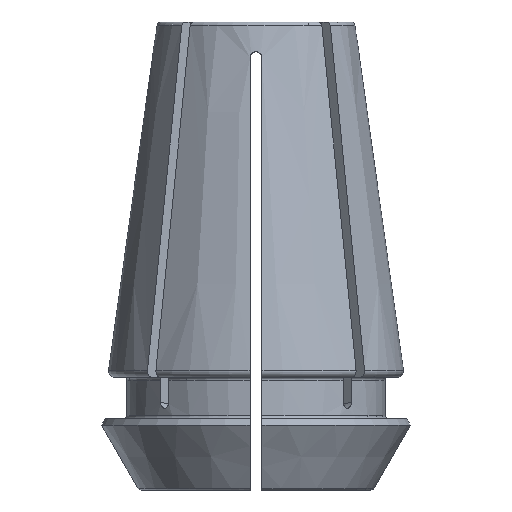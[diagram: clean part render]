
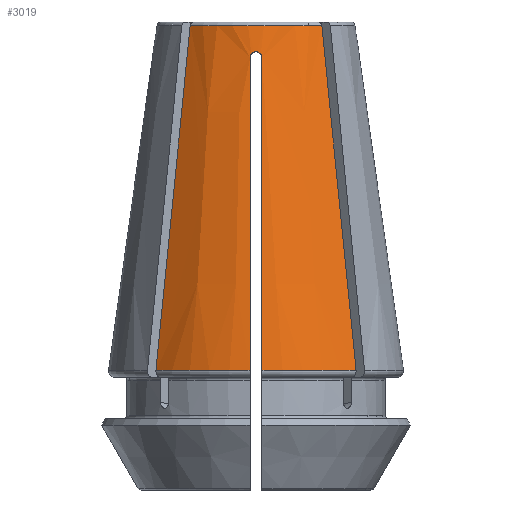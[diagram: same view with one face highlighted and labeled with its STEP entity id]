
A CAD part, left-side view. The second image highlights one B-rep face of the part: STEP entity #3019.
In plain terms, the highlighted conical face has half-angle 8 degrees and reference radius 6.641 mm.
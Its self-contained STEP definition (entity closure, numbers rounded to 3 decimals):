
#64=CONICAL_SURFACE('',#3315,6.641,0.14);
#136=B_SPLINE_CURVE_WITH_KNOTS('',3,(#4453,#4454,#4455,#4456,#4457,#4458,
#4459),.UNSPECIFIED.,.F.,.F.,(4,3,4),(0.,0.012,
0.023),.UNSPECIFIED.);
#166=B_SPLINE_CURVE_WITH_KNOTS('',3,(#4775,#4776,#4777,#4778,#4779,#4780,
#4781),.UNSPECIFIED.,.F.,.F.,(4,3,4),(0.,0.012,
0.023),.UNSPECIFIED.);
#178=B_SPLINE_CURVE_WITH_KNOTS('',3,(#4876,#4877,#4878,#4879,#4880,#4881,
#4882,#4883,#4884,#4885),.UNSPECIFIED.,.F.,.F.,(4,3,3,4),(0.01,
0.013,0.026,0.032),.UNSPECIFIED.);
#192=B_SPLINE_CURVE_WITH_KNOTS('',3,(#5022,#5023,#5024,#5025,#5026,#5027,
#5028),.UNSPECIFIED.,.F.,.F.,(4,1,1,1,4),(0.,0.,
0.001,0.001,0.001),
 .UNSPECIFIED.);
#199=B_SPLINE_CURVE_WITH_KNOTS('',3,(#5086,#5087,#5088,#5089,#5090,#5091,
#5092,#5093,#5094,#5095),.UNSPECIFIED.,.F.,.F.,(4,3,3,4),(0.01,
0.013,0.026,0.032),.UNSPECIFIED.);
#1168=ORIENTED_EDGE('',*,*,#1960,.F.);
#1169=ORIENTED_EDGE('',*,*,#1618,.T.);
#1170=ORIENTED_EDGE('',*,*,#1961,.T.);
#1171=ORIENTED_EDGE('',*,*,#1745,.F.);
#1172=ORIENTED_EDGE('',*,*,#1788,.T.);
#1173=ORIENTED_EDGE('',*,*,#1808,.T.);
#1174=ORIENTED_EDGE('',*,*,#1962,.T.);
#1175=ORIENTED_EDGE('',*,*,#1718,.F.);
#1618=EDGE_CURVE('',#2096,#2095,#136,.T.);
#1718=EDGE_CURVE('',#2193,#2194,#166,.T.);
#1745=EDGE_CURVE('',#2217,#2218,#178,.T.);
#1788=EDGE_CURVE('',#2217,#2259,#192,.T.);
#1808=EDGE_CURVE('',#2259,#2277,#199,.T.);
#1960=EDGE_CURVE('',#2096,#2193,#2498,.T.);
#1961=EDGE_CURVE('',#2095,#2218,#2499,.T.);
#1962=EDGE_CURVE('',#2277,#2194,#2500,.T.);
#2095=VERTEX_POINT('',#4452);
#2096=VERTEX_POINT('',#4460);
#2193=VERTEX_POINT('',#4774);
#2194=VERTEX_POINT('',#4782);
#2217=VERTEX_POINT('',#4875);
#2218=VERTEX_POINT('',#4886);
#2259=VERTEX_POINT('',#5021);
#2277=VERTEX_POINT('',#5085);
#2498=CIRCLE('',#3314,6.677);
#2499=CIRCLE('',#3316,9.936);
#2500=CIRCLE('',#3317,9.936);
#2639=EDGE_LOOP('',(#1168,#1169,#1170,#1171,#1172,#1173,#1174,#1175));
#2799=FACE_BOUND('',#2639,.T.);
#3019=ADVANCED_FACE('',(#2799),#64,.T.);
#3314=AXIS2_PLACEMENT_3D('',#5457,#4024,#4025);
#3315=AXIS2_PLACEMENT_3D('',#5458,#4026,#4027);
#3316=AXIS2_PLACEMENT_3D('',#5459,#4028,#4029);
#3317=AXIS2_PLACEMENT_3D('',#5460,#4030,#4031);
#4024=DIRECTION('',(0.,0.,1.));
#4025=DIRECTION('',(1.,0.,0.));
#4026=DIRECTION('',(0.,0.,-1.));
#4027=DIRECTION('',(-1.,0.,0.));
#4028=DIRECTION('',(0.,0.,1.));
#4029=DIRECTION('',(1.,0.,0.));
#4030=DIRECTION('',(0.,0.,1.));
#4031=DIRECTION('',(1.,0.,0.));
#4452=CARTESIAN_POINT('',(-7.303,6.737,3.256));
#4453=CARTESIAN_POINT('',(-4.996,4.43,26.442));
#4454=CARTESIAN_POINT('',(-5.381,4.816,22.572));
#4455=CARTESIAN_POINT('',(-5.766,5.201,18.703));
#4456=CARTESIAN_POINT('',(-6.151,5.586,14.833));
#4457=CARTESIAN_POINT('',(-6.535,5.97,10.974));
#4458=CARTESIAN_POINT('',(-6.919,6.353,7.115));
#4459=CARTESIAN_POINT('',(-7.303,6.737,3.256));
#4460=CARTESIAN_POINT('',(-4.996,4.43,26.442));
#4774=CARTESIAN_POINT('',(-4.996,-4.43,26.442));
#4775=CARTESIAN_POINT('',(-4.996,-4.43,26.442));
#4776=CARTESIAN_POINT('',(-5.381,-4.816,22.572));
#4777=CARTESIAN_POINT('',(-5.766,-5.201,18.703));
#4778=CARTESIAN_POINT('',(-6.151,-5.586,14.833));
#4779=CARTESIAN_POINT('',(-6.535,-5.97,10.974));
#4780=CARTESIAN_POINT('',(-6.919,-6.353,7.115));
#4781=CARTESIAN_POINT('',(-7.303,-6.737,3.256));
#4782=CARTESIAN_POINT('',(-7.303,-6.737,3.256));
#4875=CARTESIAN_POINT('',(-6.968,0.4,24.292));
#4876=CARTESIAN_POINT('',(-6.968,0.4,24.292));
#4877=CARTESIAN_POINT('',(-7.076,0.4,23.523));
#4878=CARTESIAN_POINT('',(-7.185,0.4,22.753));
#4879=CARTESIAN_POINT('',(-7.293,0.4,21.984));
#4880=CARTESIAN_POINT('',(-7.889,0.4,17.751));
#4881=CARTESIAN_POINT('',(-8.484,0.4,13.518));
#4882=CARTESIAN_POINT('',(-9.08,0.4,9.285));
#4883=CARTESIAN_POINT('',(-9.362,0.4,7.275));
#4884=CARTESIAN_POINT('',(-9.645,0.4,5.266));
#4885=CARTESIAN_POINT('',(-9.928,0.4,3.256));
#4886=CARTESIAN_POINT('',(-9.928,0.4,3.256));
#5021=CARTESIAN_POINT('',(-6.968,-0.4,24.292));
#5022=CARTESIAN_POINT('',(-6.968,0.4,24.292));
#5023=CARTESIAN_POINT('',(-6.953,0.4,24.398));
#5024=CARTESIAN_POINT('',(-6.929,0.317,24.608));
#5025=CARTESIAN_POINT('',(-6.919,0.001,24.746));
#5026=CARTESIAN_POINT('',(-6.929,-0.317,24.609));
#5027=CARTESIAN_POINT('',(-6.953,-0.4,24.398));
#5028=CARTESIAN_POINT('',(-6.968,-0.4,24.292));
#5085=CARTESIAN_POINT('',(-9.928,-0.4,3.256));
#5086=CARTESIAN_POINT('',(-6.968,-0.4,24.292));
#5087=CARTESIAN_POINT('',(-7.076,-0.4,23.523));
#5088=CARTESIAN_POINT('',(-7.185,-0.4,22.753));
#5089=CARTESIAN_POINT('',(-7.293,-0.4,21.984));
#5090=CARTESIAN_POINT('',(-7.889,-0.4,17.751));
#5091=CARTESIAN_POINT('',(-8.484,-0.4,13.518));
#5092=CARTESIAN_POINT('',(-9.08,-0.4,9.285));
#5093=CARTESIAN_POINT('',(-9.362,-0.4,7.275));
#5094=CARTESIAN_POINT('',(-9.645,-0.4,5.266));
#5095=CARTESIAN_POINT('',(-9.928,-0.4,3.256));
#5457=CARTESIAN_POINT('',(0.,0.,26.442));
#5458=CARTESIAN_POINT('',(0.,0.,26.7));
#5459=CARTESIAN_POINT('',(0.,0.,3.256));
#5460=CARTESIAN_POINT('',(0.,0.,3.256));
